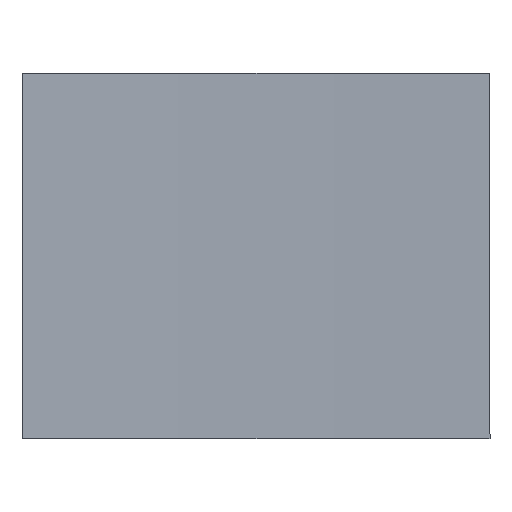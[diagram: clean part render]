
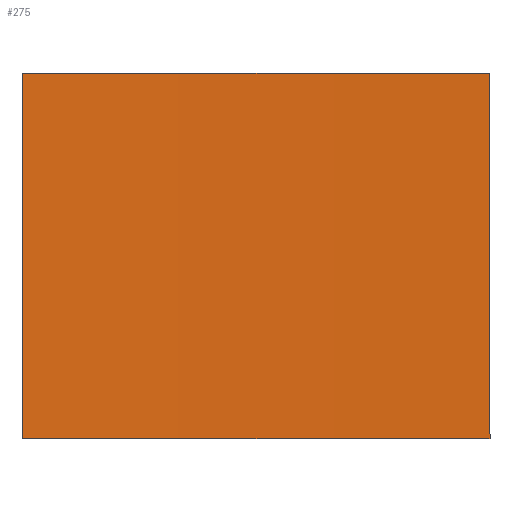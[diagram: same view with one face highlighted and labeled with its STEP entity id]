
A CAD part, front view. The second image highlights one B-rep face of the part: STEP entity #275.
In plain terms, the highlighted cylindrical face has radius 33 mm (diameter 66 mm), a partial arc.
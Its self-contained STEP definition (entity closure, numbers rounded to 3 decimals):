
#275=ADVANCED_FACE('',(#535),#536,.T.);
#535=FACE_OUTER_BOUND('',#861,.T.);
#861=EDGE_LOOP('',(#1799,#1800,#1801,#1802));
#1799=ORIENTED_EDGE('',*,*,#2347,.F.);
#2347=EDGE_CURVE('',#2813,#2760,#2815,.T.);
#2813=VERTEX_POINT('',#3664);
#3664=CARTESIAN_POINT('',(-1.118,32.981,3.024));
#2760=VERTEX_POINT('',#3526);
#3526=CARTESIAN_POINT('',(-1.118,32.981,1.276));
#2815=LINE('',#3671,#3672);
#3671=CARTESIAN_POINT('',(-1.118,32.981,0.));
#3672=VECTOR('',#5377,1000.);
#5377=DIRECTION('',(-0.,-0.,-1.));
#1800=ORIENTED_EDGE('',*,*,#2652,.T.);
#2652=EDGE_CURVE('',#2813,#3061,#3338,.T.);
#3338=CIRCLE('',#5183,33.);
#5183=AXIS2_PLACEMENT_3D('',#5718,#5719,#5720);
#5718=CARTESIAN_POINT('',(0.,0.,3.024));
#5719=DIRECTION('',(-0.,0.,-1.));
#5720=DIRECTION('',(-1.,0.,0.));
#1801=ORIENTED_EDGE('',*,*,#2485,.F.);
#2485=EDGE_CURVE('',#2752,#3061,#3062,.F.);
#2752=VERTEX_POINT('',#3501);
#3501=CARTESIAN_POINT('',(1.118,32.981,1.276));
#3061=VERTEX_POINT('',#4380);
#4380=CARTESIAN_POINT('',(1.118,32.981,3.024));
#3062=LINE('',#4381,#4382);
#4381=CARTESIAN_POINT('',(1.118,32.981,0.));
#4382=VECTOR('',#5569,1000.);
#5569=DIRECTION('',(-0.,-0.,-1.));
#1802=ORIENTED_EDGE('',*,*,#2319,.F.);
#2319=EDGE_CURVE('',#2760,#2752,#2762,.T.);
#2762=CIRCLE('',#3533,33.);
#3533=AXIS2_PLACEMENT_3D('',#5353,#5354,#5355);
#5353=CARTESIAN_POINT('',(0.,0.,1.276));
#5354=DIRECTION('',(-0.,0.,-1.));
#5355=DIRECTION('',(-1.,0.,0.));
#536=CYLINDRICAL_SURFACE('',#862,33.);
#862=AXIS2_PLACEMENT_3D('',#1803,#1804,#1805);
#1803=CARTESIAN_POINT('',(0.,0.,0.));
#1804=DIRECTION('',(0.,-0.,1.));
#1805=DIRECTION('',(-1.,0.,0.));
